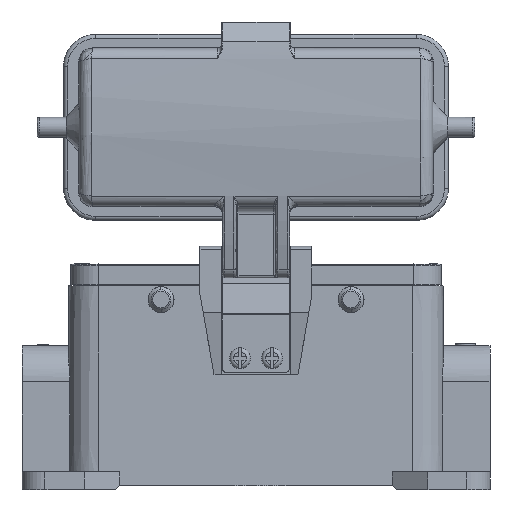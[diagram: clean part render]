
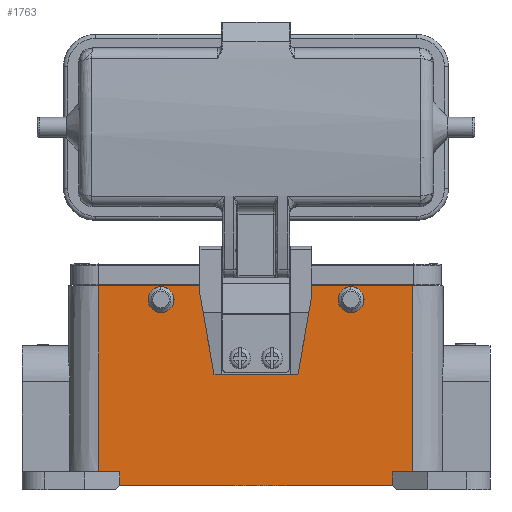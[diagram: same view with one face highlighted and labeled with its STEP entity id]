
A CAD part, front view. The second image highlights one B-rep face of the part: STEP entity #1763.
In plain terms, the highlighted planar face has unit normal (0, -1, 0.009).
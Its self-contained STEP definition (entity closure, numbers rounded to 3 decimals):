
#42=ELLIPSE('',#21237,1.5,1.5);
#43=ELLIPSE('',#21240,1.5,1.5);
#363=FACE_BOUND('',#4508,.T.);
#364=FACE_BOUND('',#4509,.T.);
#365=FACE_BOUND('',#4510,.T.);
#366=FACE_BOUND('',#4511,.T.);
#367=FACE_BOUND('',#4512,.T.);
#741=PLANE('',#21252);
#1763=ADVANCED_FACE('',(#363,#364,#365,#366,#367),#741,.T.);
#4508=EDGE_LOOP('',(#12374,#12375,#12376,#12377,#12378,#12379,#12380,#12381,
#12382,#12383,#12384,#12385));
#4509=EDGE_LOOP('',(#12386));
#4510=EDGE_LOOP('',(#12387));
#4511=EDGE_LOOP('',(#12388));
#4512=EDGE_LOOP('',(#12389));
#5481=CIRCLE('',#21206,1.5);
#5482=CIRCLE('',#21209,1.5);
#6514=LINE('',#45240,#7952);
#6515=LINE('',#45242,#7953);
#6516=LINE('',#45245,#7954);
#6517=LINE('',#45247,#7955);
#6518=LINE('',#45249,#7956);
#6519=LINE('',#45251,#7957);
#6520=LINE('',#45252,#7958);
#6521=LINE('',#45254,#7959);
#6522=LINE('',#45256,#7960);
#6523=LINE('',#45258,#7961);
#6524=LINE('',#45260,#7962);
#6525=LINE('',#45262,#7963);
#7952=VECTOR('',#25253,1.);
#7953=VECTOR('',#25256,1.);
#7954=VECTOR('',#25257,1.);
#7955=VECTOR('',#25258,1.);
#7956=VECTOR('',#25259,1.);
#7957=VECTOR('',#25260,1.);
#7958=VECTOR('',#25261,1.);
#7959=VECTOR('',#25262,1.);
#7960=VECTOR('',#25263,1.);
#7961=VECTOR('',#25264,1.);
#7962=VECTOR('',#25265,1.);
#7963=VECTOR('',#25266,1.);
#12374=ORIENTED_EDGE('',*,*,#18231,.T.);
#12375=ORIENTED_EDGE('',*,*,#18232,.T.);
#12376=ORIENTED_EDGE('',*,*,#18233,.F.);
#12377=ORIENTED_EDGE('',*,*,#18234,.T.);
#12378=ORIENTED_EDGE('',*,*,#18235,.F.);
#12379=ORIENTED_EDGE('',*,*,#18230,.T.);
#12380=ORIENTED_EDGE('',*,*,#18236,.F.);
#12381=ORIENTED_EDGE('',*,*,#18237,.T.);
#12382=ORIENTED_EDGE('',*,*,#18238,.T.);
#12383=ORIENTED_EDGE('',*,*,#18239,.T.);
#12384=ORIENTED_EDGE('',*,*,#18240,.F.);
#12385=ORIENTED_EDGE('',*,*,#18241,.F.);
#12386=ORIENTED_EDGE('',*,*,#18208,.T.);
#12387=ORIENTED_EDGE('',*,*,#18206,.T.);
#12388=ORIENTED_EDGE('',*,*,#18178,.F.);
#12389=ORIENTED_EDGE('',*,*,#18176,.F.);
#15596=VERTEX_POINT('',#45064);
#15598=VERTEX_POINT('',#45069);
#15625=VERTEX_POINT('',#45190);
#15627=VERTEX_POINT('',#45195);
#15640=VERTEX_POINT('',#45223);
#15646=VERTEX_POINT('',#45239);
#15647=VERTEX_POINT('',#45243);
#15648=VERTEX_POINT('',#45244);
#15649=VERTEX_POINT('',#45246);
#15650=VERTEX_POINT('',#45248);
#15651=VERTEX_POINT('',#45250);
#15652=VERTEX_POINT('',#45253);
#15653=VERTEX_POINT('',#45255);
#15654=VERTEX_POINT('',#45257);
#15655=VERTEX_POINT('',#45259);
#15656=VERTEX_POINT('',#45261);
#18176=EDGE_CURVE('',#15596,#15596,#5481,.T.);
#18178=EDGE_CURVE('',#15598,#15598,#5482,.T.);
#18206=EDGE_CURVE('',#15625,#15625,#42,.T.);
#18208=EDGE_CURVE('',#15627,#15627,#43,.T.);
#18230=EDGE_CURVE('',#15640,#15646,#6514,.T.);
#18231=EDGE_CURVE('',#15647,#15648,#6515,.T.);
#18232=EDGE_CURVE('',#15648,#15649,#6516,.T.);
#18233=EDGE_CURVE('',#15650,#15649,#6517,.T.);
#18234=EDGE_CURVE('',#15650,#15651,#6518,.T.);
#18235=EDGE_CURVE('',#15640,#15651,#6519,.T.);
#18236=EDGE_CURVE('',#15652,#15646,#6520,.T.);
#18237=EDGE_CURVE('',#15652,#15653,#6521,.T.);
#18238=EDGE_CURVE('',#15653,#15654,#6522,.T.);
#18239=EDGE_CURVE('',#15654,#15655,#6523,.T.);
#18240=EDGE_CURVE('',#15656,#15655,#6524,.T.);
#18241=EDGE_CURVE('',#15647,#15656,#6525,.T.);
#21206=AXIS2_PLACEMENT_3D('',#45063,#25142,#25143);
#21209=AXIS2_PLACEMENT_3D('',#45068,#25148,#25149);
#21237=AXIS2_PLACEMENT_3D('',#45189,#25210,#25211);
#21240=AXIS2_PLACEMENT_3D('',#45194,#25216,#25217);
#21252=AXIS2_PLACEMENT_3D('',#45263,#25267,#25268);
#25142=DIRECTION('',(0.,-1.,0.009));
#25143=DIRECTION('',(1.,0.,0.));
#25148=DIRECTION('',(0.,-1.,0.009));
#25149=DIRECTION('',(1.,0.,0.));
#25210=DIRECTION('',(0.,1.,-0.009));
#25211=DIRECTION('',(0.,0.009,1.));
#25216=DIRECTION('',(0.,1.,-0.009));
#25217=DIRECTION('',(0.,0.009,1.));
#25253=DIRECTION('',(0.,0.009,1.));
#25256=DIRECTION('',(-1.,0.,0.));
#25257=DIRECTION('',(0.,-0.009,-1.));
#25258=DIRECTION('',(-1.,0.,0.));
#25259=DIRECTION('',(0.,-0.009,-1.));
#25260=DIRECTION('',(-1.,0.,0.));
#25261=DIRECTION('',(-1.,0.,0.));
#25262=DIRECTION('',(0.,0.009,1.));
#25263=DIRECTION('',(-1.,0.,0.));
#25264=DIRECTION('',(0.,-0.009,-1.));
#25265=DIRECTION('',(1.,0.,0.));
#25266=DIRECTION('',(0.,-0.009,-1.));
#25267=DIRECTION('',(0.,-1.,0.009));
#25268=DIRECTION('',(-1.,0.,0.));
#45063=CARTESIAN_POINT('',(4.,-21.66,6.212));
#45064=CARTESIAN_POINT('',(5.5,-21.66,6.212));
#45068=CARTESIAN_POINT('',(-4.,-21.66,6.212));
#45069=CARTESIAN_POINT('',(-2.5,-21.66,6.212));
#45189=CARTESIAN_POINT('',(23.75,-21.531,21.));
#45190=CARTESIAN_POINT('',(23.75,-21.517,22.5));
#45194=CARTESIAN_POINT('',(-23.75,-21.531,21.));
#45195=CARTESIAN_POINT('',(-23.75,-21.517,22.5));
#45223=CARTESIAN_POINT('',(34.,-21.936,-25.5));
#45239=CARTESIAN_POINT('',(34.,-21.906,-22.));
#45240=CARTESIAN_POINT('',(34.,-21.936,-25.5));
#45242=CARTESIAN_POINT('',(-1.6,-21.5,24.5));
#45243=CARTESIAN_POINT('',(-1.6,-21.5,24.5));
#45244=CARTESIAN_POINT('',(-39.25,-21.5,24.5));
#45245=CARTESIAN_POINT('',(-39.25,-21.5,24.5));
#45246=CARTESIAN_POINT('',(-39.25,-21.906,-22.));
#45247=CARTESIAN_POINT('',(-34.,-21.906,-22.));
#45248=CARTESIAN_POINT('',(-34.,-21.906,-22.));
#45249=CARTESIAN_POINT('',(-34.,-21.906,-22.));
#45250=CARTESIAN_POINT('',(-34.,-21.936,-25.5));
#45251=CARTESIAN_POINT('',(34.,-21.936,-25.5));
#45252=CARTESIAN_POINT('',(39.25,-21.906,-22.));
#45253=CARTESIAN_POINT('',(39.25,-21.906,-22.));
#45254=CARTESIAN_POINT('',(39.25,-21.906,-22.));
#45255=CARTESIAN_POINT('',(39.25,-21.5,24.5));
#45256=CARTESIAN_POINT('',(39.25,-21.5,24.5));
#45257=CARTESIAN_POINT('',(1.6,-21.5,24.5));
#45258=CARTESIAN_POINT('',(1.6,-21.5,24.5));
#45259=CARTESIAN_POINT('',(1.6,-21.526,21.5));
#45260=CARTESIAN_POINT('',(-1.6,-21.526,21.5));
#45261=CARTESIAN_POINT('',(-1.6,-21.526,21.5));
#45262=CARTESIAN_POINT('',(-1.6,-21.5,24.5));
#45263=CARTESIAN_POINT('',(-41.628,-21.5,24.5));
